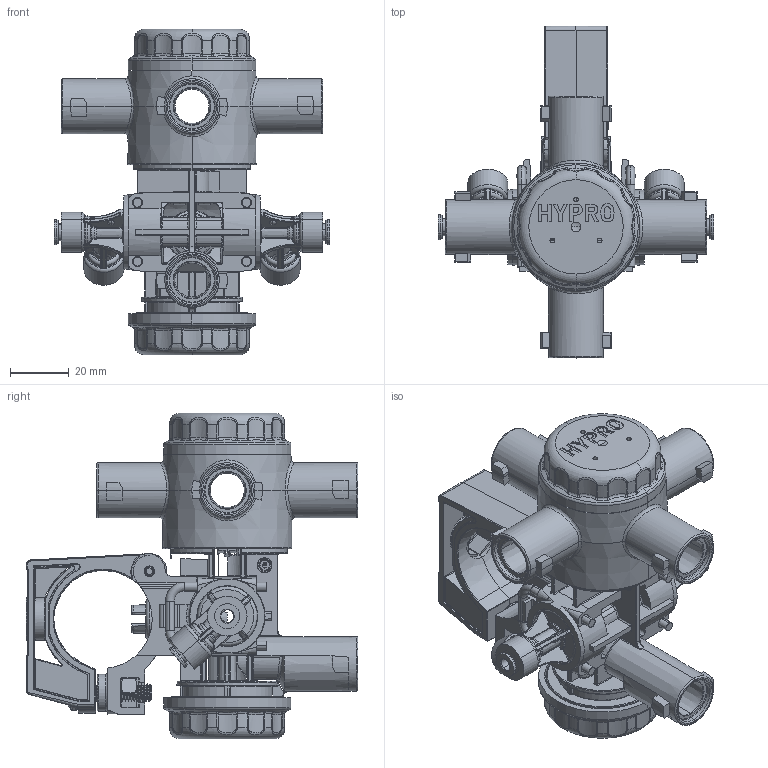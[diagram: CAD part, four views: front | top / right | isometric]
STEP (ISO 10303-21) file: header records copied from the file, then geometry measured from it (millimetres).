
FILE_DESCRIPTION (( 'STEP AP203' ), '1' );
FILE_NAME ('4214-1504V.STEP', '2016-10-03T21:49:47', ( '' ), ( '' ), 'SwSTEP 2.0', 'SolidWorks 2015', '' );
FILE_SCHEMA (( 'CONFIG_CONTROL_DESIGN' ));
Products named in the file (1): 4214-1504V
Bounding box: 93.45 x 112.74 x 110.62 mm (x, y, z)
Surface area: 60905.3 mm2 (no closed solid volume)
Topology: 0 solids, 38 shells, 2355 faces, 7530 edges, 4990 vertices
Faces by surface type: cylinder 656, bspline 598, plane 545, torus 269, cone 227, sphere 60
Entity records: 108478 total; most frequent: CARTESIAN_POINT 50879, ORIENTED_EDGE 12337, DIRECTION 10437, EDGE_CURVE 7507, VERTEX_POINT 4990, AXIS2_PLACEMENT_3D 4072, EDGE_LOOP 2467, FACE_OUTER_BOUND 2355
